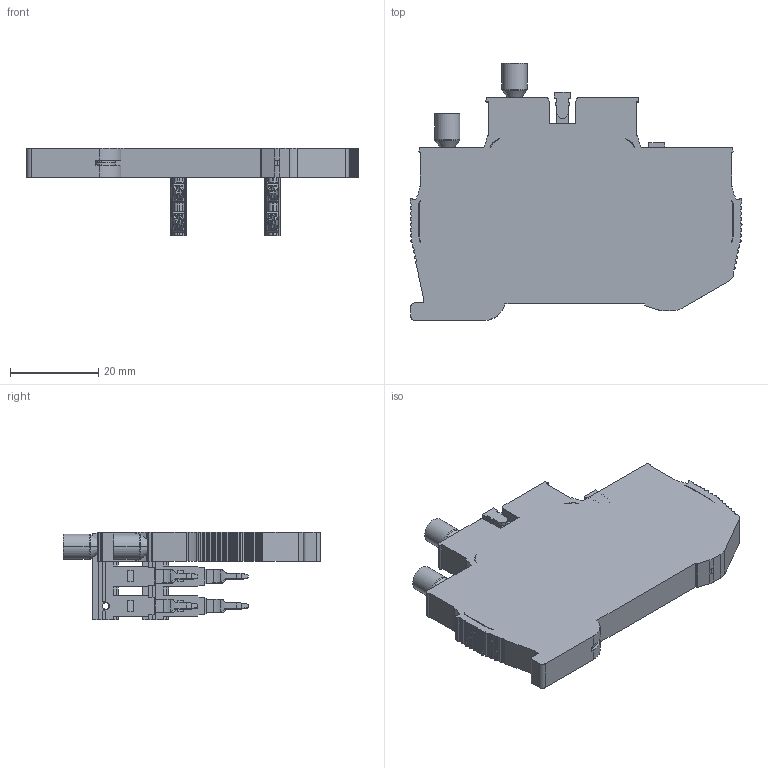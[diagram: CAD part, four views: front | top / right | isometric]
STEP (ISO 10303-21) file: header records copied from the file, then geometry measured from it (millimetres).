
FILE_DESCRIPTION (( 'STEP AP203' ), '1' );
FILE_NAME ('Yeni OPK 4 Çift katlý ürün 24,03,2021.STEP', '2022-08-12T06:10:50', ( '' ), ( '' ), 'SwSTEP 2.0', 'SolidWorks 2011', '' );
FILE_SCHEMA (( 'CONFIG_CONTROL_DESIGN' ));
Products named in the file (1): Yeni OPK 4 Çift katlý ürün 24,03,2021
Bounding box: 75.15 x 58.25 x 19.8 mm (x, y, z)
Volume: 22255.5 mm3; surface area: 18443.9 mm2
Topology: 22 solids, 27 shells, 1887 faces, 5315 edges, 3510 vertices
Faces by surface type: plane 1056, cylinder 752, cone 40, torus 26, bspline 13
Entity records: 61661 total; most frequent: CARTESIAN_POINT 12813, ORIENTED_EDGE 10630, DIRECTION 9829, EDGE_CURVE 5315, VERTEX_POINT 3510, VECTOR 3485, LINE 3485, AXIS2_PLACEMENT_3D 3172
